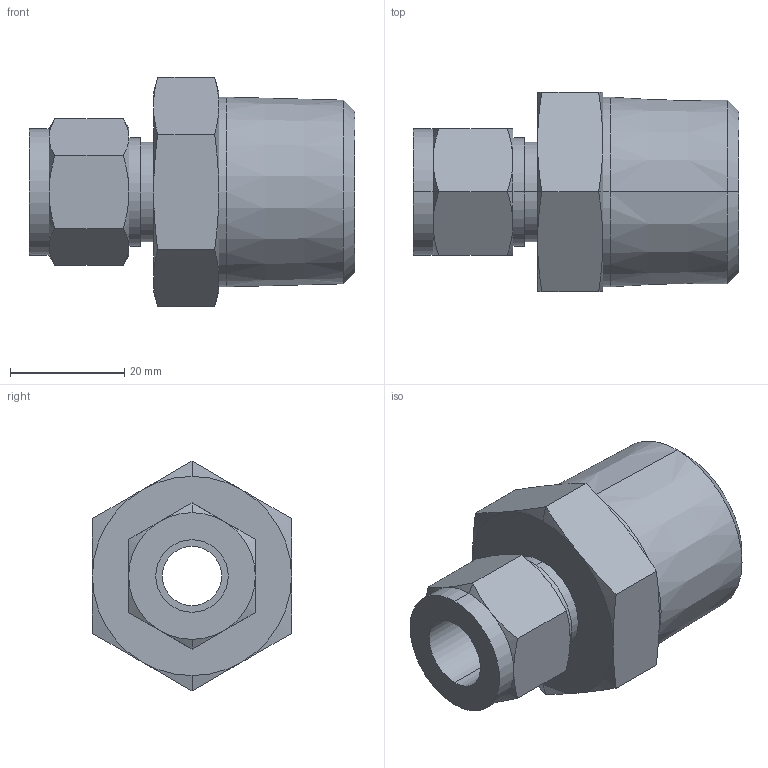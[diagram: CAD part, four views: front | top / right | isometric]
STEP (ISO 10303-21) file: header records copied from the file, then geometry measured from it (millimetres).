
FILE_DESCRIPTION (( 'STEP AP203' ), '1' );
FILE_NAME ('RizurLok-P-1.2(O)-1NPT(Pm).STEP', '2022-03-11T09:40:54', ( '' ), ( '' ), 'SwSTEP 2.0', 'SolidWorks 2020', '' );
FILE_SCHEMA (( 'CONFIG_CONTROL_DESIGN' ));
Length unit declared in the file: millimetre
Products named in the file (2): RizurLok-P-1.2(O)-1NPT(Pm)
Assembly tree (1 placements, depth 2):
  RizurLok-P-1.2(O)-1NPT(Pm)
    RizurLok-P-1.2(O)-1NPT(Pm)
Bounding box: 57.15 x 34.92 x 40.32 mm (x, y, z)
Volume: 34558.3 mm3; surface area: 9536.4 mm2
Topology: 1 solids, 1 shells, 205 faces, 523 edges, 336 vertices
Faces by surface type: plane 82, bspline 75, cone 36, cylinder 12
Entity records: 9681 total; most frequent: CARTESIAN_POINT 5099, ORIENTED_EDGE 1046, DIRECTION 651, EDGE_CURVE 523, VERTEX_POINT 336, LINE 267, VECTOR 267, EDGE_LOOP 223
